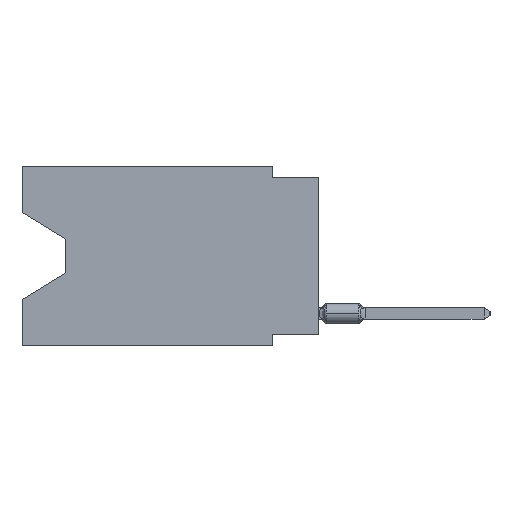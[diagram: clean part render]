
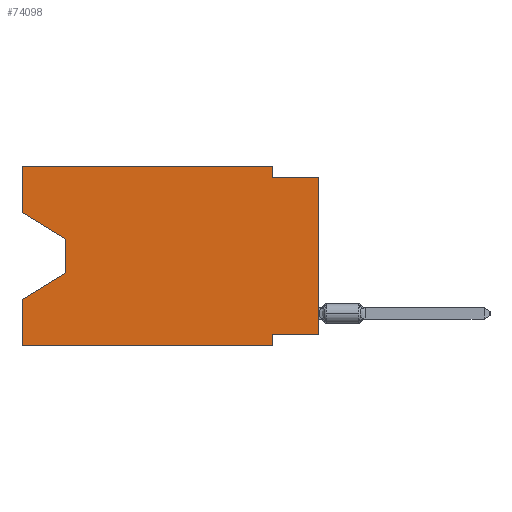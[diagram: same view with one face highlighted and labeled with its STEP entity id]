
A CAD part, left-side view. The second image highlights one B-rep face of the part: STEP entity #74098.
In plain terms, the highlighted planar face has unit normal (-1, 0, 0).
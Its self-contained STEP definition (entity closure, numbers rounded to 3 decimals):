
#77 = EDGE_CURVE ( 'NONE', #54407, #79730, #38650, .T. ) ;
#820 = DIRECTION ( 'NONE',  ( 0., -1., 0. ) ) ;
#970 = DIRECTION ( 'NONE',  ( 1., 0., 0. ) ) ;
#1943 = VECTOR ( 'NONE', #19981, 1000. ) ;
#2721 = CARTESIAN_POINT ( 'NONE',  ( 0., 2.54, 0. ) ) ;
#3508 = ORIENTED_EDGE ( 'NONE', *, *, #16414, .F. ) ;
#4918 = DIRECTION ( 'NONE',  ( 0., 1., 0. ) ) ;
#5031 = VERTEX_POINT ( 'NONE', #12187 ) ;
#7482 = VERTEX_POINT ( 'NONE', #30599 ) ;
#7528 = ORIENTED_EDGE ( 'NONE', *, *, #77, .F. ) ;
#7607 = VECTOR ( 'NONE', #7990, 1000. ) ;
#7990 = DIRECTION ( 'NONE',  ( 0., -0.855, -0.519 ) ) ;
#9627 = ORIENTED_EDGE ( 'NONE', *, *, #64238, .T. ) ;
#10263 = CARTESIAN_POINT ( 'NONE',  ( 0., 0., -0.635 ) ) ;
#10395 = DIRECTION ( 'NONE',  ( 0., 0., -1. ) ) ;
#10434 = VECTOR ( 'NONE', #10395, 1000. ) ;
#10597 = VECTOR ( 'NONE', #23410, 1000. ) ;
#11272 = CARTESIAN_POINT ( 'NONE',  ( 0., 0., -9.271 ) ) ;
#11286 = VECTOR ( 'NONE', #25480, 1000. ) ;
#11396 = EDGE_CURVE ( 'NONE', #5031, #47798, #50978, .T. ) ;
#12187 = CARTESIAN_POINT ( 'NONE',  ( 0., 2.54, -9.271 ) ) ;
#13387 = LINE ( 'NONE', #83108, #64834 ) ;
#14590 = EDGE_CURVE ( 'NONE', #7482, #54407, #81074, .T. ) ;
#15707 = CARTESIAN_POINT ( 'NONE',  ( 0., 13.97, -5.893 ) ) ;
#16414 = EDGE_CURVE ( 'NONE', #62598, #5031, #58002, .T. ) ;
#17917 = CARTESIAN_POINT ( 'NONE',  ( 0., 2.54, -0.635 ) ) ;
#18694 = CARTESIAN_POINT ( 'NONE',  ( 0., 16.383, 0. ) ) ;
#18776 = ORIENTED_EDGE ( 'NONE', *, *, #30420, .F. ) ;
#19981 = DIRECTION ( 'NONE',  ( 0., 0., -1. ) ) ;
#20553 = VERTEX_POINT ( 'NONE', #74179 ) ;
#22839 = CARTESIAN_POINT ( 'NONE',  ( 0., 16.383, 0. ) ) ;
#23410 = DIRECTION ( 'NONE',  ( 0., -1., 0. ) ) ;
#24228 = LINE ( 'NONE', #83283, #33243 ) ;
#25035 = EDGE_CURVE ( 'NONE', #7482, #80336, #33480, .T. ) ;
#25187 = CARTESIAN_POINT ( 'NONE',  ( 0., 16.383, 0. ) ) ;
#25480 = DIRECTION ( 'NONE',  ( 0., 0., -1. ) ) ;
#26388 = ORIENTED_EDGE ( 'NONE', *, *, #41491, .F. ) ;
#26881 = DIRECTION ( 'NONE',  ( 0., 0., -1. ) ) ;
#30420 = EDGE_CURVE ( 'NONE', #48458, #20553, #69769, .T. ) ;
#30475 = DIRECTION ( 'NONE',  ( 0., 0., 1. ) ) ;
#30599 = CARTESIAN_POINT ( 'NONE',  ( 0., 16.383, -2.546 ) ) ;
#31510 = ORIENTED_EDGE ( 'NONE', *, *, #25035, .T. ) ;
#31763 = CARTESIAN_POINT ( 'NONE',  ( 0., 0., -9.271 ) ) ;
#32042 = ORIENTED_EDGE ( 'NONE', *, *, #77399, .T. ) ;
#32248 = VERTEX_POINT ( 'NONE', #54042 ) ;
#33053 = AXIS2_PLACEMENT_3D ( 'NONE', #39624, #970, #26881 ) ;
#33243 = VECTOR ( 'NONE', #50143, 1000. ) ;
#33449 = CARTESIAN_POINT ( 'NONE',  ( 0., 16.383, -9.906 ) ) ;
#33480 = LINE ( 'NONE', #65376, #7607 ) ;
#33957 = EDGE_CURVE ( 'NONE', #79730, #66663, #66296, .T. ) ;
#36882 = VECTOR ( 'NONE', #83214, 1000. ) ;
#38390 = EDGE_CURVE ( 'NONE', #80336, #83015, #55433, .T. ) ;
#38650 = LINE ( 'NONE', #18694, #47668 ) ;
#39624 = CARTESIAN_POINT ( 'NONE',  ( 0., 16.383, 0. ) ) ;
#40766 = CARTESIAN_POINT ( 'NONE',  ( 0., 2.54, 0. ) ) ;
#41491 = EDGE_CURVE ( 'NONE', #66663, #32248, #55730, .T. ) ;
#42669 = CARTESIAN_POINT ( 'NONE',  ( 0., 13.97, -4.013 ) ) ;
#44127 = LINE ( 'NONE', #70071, #36882 ) ;
#46332 = VECTOR ( 'NONE', #82100, 1000. ) ;
#47521 = VECTOR ( 'NONE', #4918, 1000. ) ;
#47668 = VECTOR ( 'NONE', #820, 1000. ) ;
#47798 = VERTEX_POINT ( 'NONE', #68587 ) ;
#48458 = VERTEX_POINT ( 'NONE', #33449 ) ;
#49864 = ORIENTED_EDGE ( 'NONE', *, *, #33957, .F. ) ;
#50143 = DIRECTION ( 'NONE',  ( 0., -1., 0. ) ) ;
#50257 = EDGE_CURVE ( 'NONE', #83015, #20553, #44127, .T. ) ;
#50978 = LINE ( 'NONE', #51799, #11286 ) ;
#51799 = CARTESIAN_POINT ( 'NONE',  ( 0., 2.54, -9.906 ) ) ;
#54042 = CARTESIAN_POINT ( 'NONE',  ( 0., 0., -0.635 ) ) ;
#54407 = VERTEX_POINT ( 'NONE', #25187 ) ;
#55433 = LINE ( 'NONE', #42669, #10434 ) ;
#55730 = LINE ( 'NONE', #10263, #10597 ) ;
#58002 = LINE ( 'NONE', #11272, #47521 ) ;
#58527 = EDGE_LOOP ( 'NONE', ( #31510, #73022, #61543, #18776, #32042, #73560, #3508, #9627, #26388, #49864, #7528, #73956 ) ) ;
#61011 = VECTOR ( 'NONE', #30475, 1000. ) ;
#61543 = ORIENTED_EDGE ( 'NONE', *, *, #50257, .T. ) ;
#62598 = VERTEX_POINT ( 'NONE', #31763 ) ;
#62971 = CARTESIAN_POINT ( 'NONE',  ( 0., 16.383, 0. ) ) ;
#63591 = DIRECTION ( 'NONE',  ( 0., 0., 1. ) ) ;
#64238 = EDGE_CURVE ( 'NONE', #62598, #32248, #13387, .T. ) ;
#64834 = VECTOR ( 'NONE', #63591, 1000. ) ;
#65376 = CARTESIAN_POINT ( 'NONE',  ( 0., 16.383, -2.546 ) ) ;
#65560 = PLANE ( 'NONE',  #33053 ) ;
#66296 = LINE ( 'NONE', #40766, #1943 ) ;
#66663 = VERTEX_POINT ( 'NONE', #17917 ) ;
#67081 = CARTESIAN_POINT ( 'NONE',  ( 0., 13.97, -4.013 ) ) ;
#68587 = CARTESIAN_POINT ( 'NONE',  ( 0., 2.54, -9.906 ) ) ;
#69769 = LINE ( 'NONE', #62971, #46332 ) ;
#70071 = CARTESIAN_POINT ( 'NONE',  ( 0., 13.97, -5.893 ) ) ;
#73022 = ORIENTED_EDGE ( 'NONE', *, *, #38390, .T. ) ;
#73560 = ORIENTED_EDGE ( 'NONE', *, *, #11396, .F. ) ;
#73956 = ORIENTED_EDGE ( 'NONE', *, *, #14590, .F. ) ;
#74098 = ADVANCED_FACE ( 'NONE', ( #83844 ), #65560, .F. ) ;
#74179 = CARTESIAN_POINT ( 'NONE',  ( 0., 16.383, -7.36 ) ) ;
#77399 = EDGE_CURVE ( 'NONE', #48458, #47798, #24228, .T. ) ;
#79730 = VERTEX_POINT ( 'NONE', #2721 ) ;
#80336 = VERTEX_POINT ( 'NONE', #67081 ) ;
#81074 = LINE ( 'NONE', #22839, #61011 ) ;
#82100 = DIRECTION ( 'NONE',  ( 0., 0., 1. ) ) ;
#83015 = VERTEX_POINT ( 'NONE', #15707 ) ;
#83108 = CARTESIAN_POINT ( 'NONE',  ( 0., 0., 0. ) ) ;
#83214 = DIRECTION ( 'NONE',  ( 0., 0.855, -0.519 ) ) ;
#83283 = CARTESIAN_POINT ( 'NONE',  ( 0., 16.383, -9.906 ) ) ;
#83844 = FACE_OUTER_BOUND ( 'NONE', #58527, .T. ) ;
